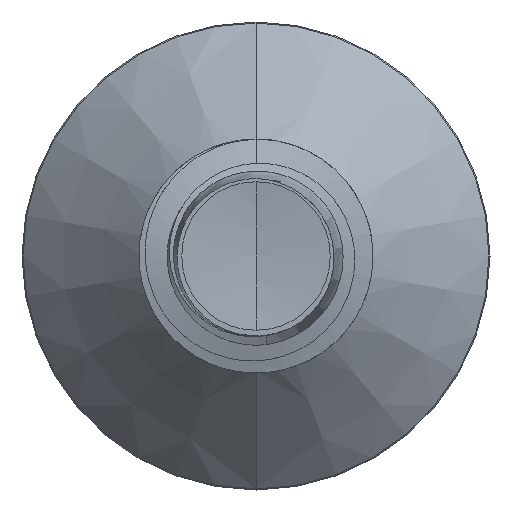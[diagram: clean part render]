
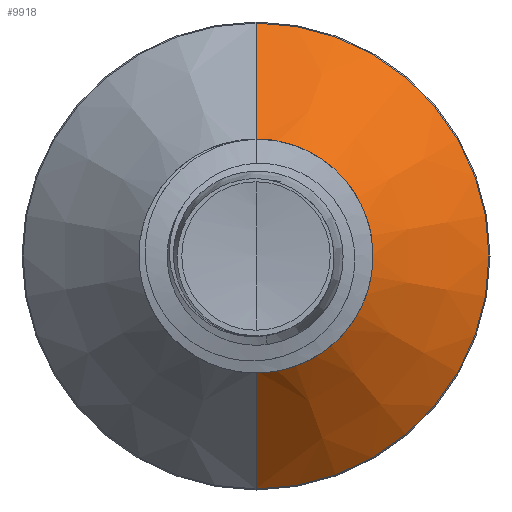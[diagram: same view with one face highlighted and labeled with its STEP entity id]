
A CAD part, front view. The second image highlights one B-rep face of the part: STEP entity #9918.
In plain terms, the highlighted conical face has half-angle 45 degrees and reference radius 1.08 mm.
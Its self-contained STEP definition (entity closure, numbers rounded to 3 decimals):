
#283 = CARTESIAN_POINT ( 'NONE',  ( 0., 3.14, 0. ) ) ;
#284 = VECTOR ( 'NONE', #4024, 1000. ) ;
#607 = CIRCLE ( 'NONE', #10670, 1.08 ) ;
#699 = EDGE_CURVE ( 'NONE', #11799, #10099, #3327, .T. ) ;
#732 = CARTESIAN_POINT ( 'NONE',  ( 0., 3.14, -2.19 ) ) ;
#750 = CARTESIAN_POINT ( 'NONE',  ( 0., 2.03, 0. ) ) ;
#799 = CARTESIAN_POINT ( 'NONE',  ( 0., 2.03, 0. ) ) ;
#948 = VERTEX_POINT ( 'NONE', #965 ) ;
#965 = CARTESIAN_POINT ( 'NONE',  ( 0., 2.03, -1.08 ) ) ;
#1054 = VERTEX_POINT ( 'NONE', #732 ) ;
#1489 = DIRECTION ( 'NONE',  ( 0., 0., 1. ) ) ;
#1568 = ORIENTED_EDGE ( 'NONE', *, *, #9930, .T. ) ;
#1953 = DIRECTION ( 'NONE',  ( 0., 1., 0. ) ) ;
#2007 = DIRECTION ( 'NONE',  ( 0., 0., 1. ) ) ;
#3200 = ORIENTED_EDGE ( 'NONE', *, *, #4753, .T. ) ;
#3327 = LINE ( 'NONE', #8213, #284 ) ;
#3376 = ORIENTED_EDGE ( 'NONE', *, *, #11681, .F. ) ;
#3471 = ORIENTED_EDGE ( 'NONE', *, *, #699, .F. ) ;
#4024 = DIRECTION ( 'NONE',  ( 0., 0.707, 0.707 ) ) ;
#4153 = FACE_OUTER_BOUND ( 'NONE', #10313, .T. ) ;
#4199 = LINE ( 'NONE', #11086, #8465 ) ;
#4753 = EDGE_CURVE ( 'NONE', #948, #1054, #4199, .T. ) ;
#7070 = DIRECTION ( 'NONE',  ( 0., 1., 0. ) ) ;
#7443 = DIRECTION ( 'NONE',  ( 0., 1., 0. ) ) ;
#7886 = CONICAL_SURFACE ( 'NONE', #10161, 1.08, 0.785 ) ;
#8213 = CARTESIAN_POINT ( 'NONE',  ( 0., 2.03, 1.08 ) ) ;
#8273 = AXIS2_PLACEMENT_3D ( 'NONE', #283, #7070, #1489 ) ;
#8465 = VECTOR ( 'NONE', #11128, 1000. ) ;
#8545 = CIRCLE ( 'NONE', #8273, 2.19 ) ;
#9181 = DIRECTION ( 'NONE',  ( 0., 0., 1. ) ) ;
#9918 = ADVANCED_FACE ( 'NONE', ( #4153 ), #7886, .T. ) ;
#9930 = EDGE_CURVE ( 'NONE', #11799, #948, #607, .T. ) ;
#10027 = CARTESIAN_POINT ( 'NONE',  ( 0., 3.14, 2.19 ) ) ;
#10099 = VERTEX_POINT ( 'NONE', #10027 ) ;
#10161 = AXIS2_PLACEMENT_3D ( 'NONE', #750, #1953, #9181 ) ;
#10313 = EDGE_LOOP ( 'NONE', ( #1568, #3200, #3376, #3471 ) ) ;
#10670 = AXIS2_PLACEMENT_3D ( 'NONE', #799, #7443, #2007 ) ;
#11086 = CARTESIAN_POINT ( 'NONE',  ( 0., 2.03, -1.08 ) ) ;
#11128 = DIRECTION ( 'NONE',  ( 0., 0.707, -0.707 ) ) ;
#11281 = CARTESIAN_POINT ( 'NONE',  ( 0., 2.03, 1.08 ) ) ;
#11681 = EDGE_CURVE ( 'NONE', #10099, #1054, #8545, .T. ) ;
#11799 = VERTEX_POINT ( 'NONE', #11281 ) ;
